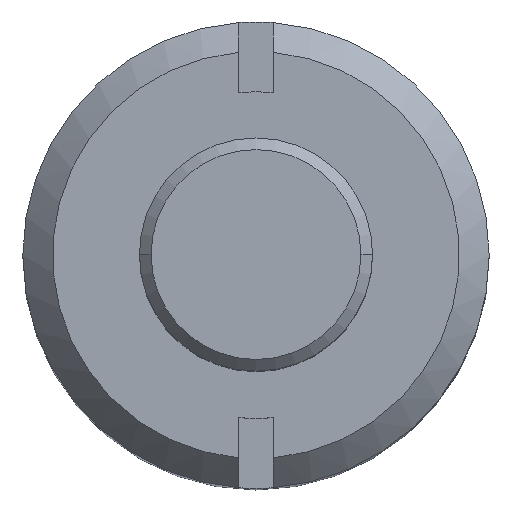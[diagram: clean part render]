
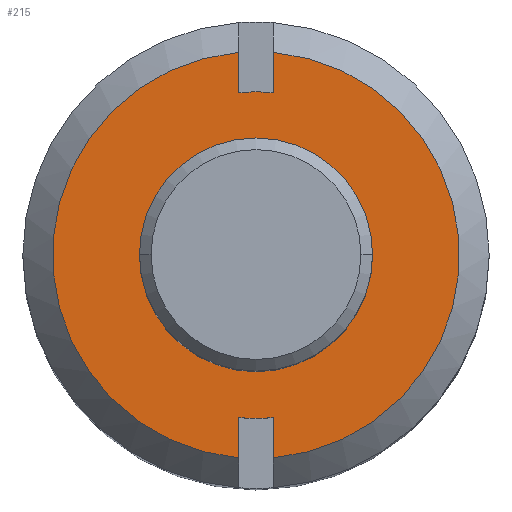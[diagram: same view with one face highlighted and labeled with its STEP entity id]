
A CAD part, top view. The second image highlights one B-rep face of the part: STEP entity #215.
In plain terms, the highlighted planar face has unit normal (0, 0, 1).
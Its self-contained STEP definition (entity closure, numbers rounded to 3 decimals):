
#215=ADVANCED_FACE('',(#568),#569,.T.);
#225=VERTEX_POINT('',#579);
#239=EDGE_CURVE('',#335,#313,#594,.T.);
#259=EDGE_CURVE('',#369,#477,#617,.T.);
#311=EDGE_CURVE('',#313,#515,#672,.T.);
#313=VERTEX_POINT('',#674);
#321=EDGE_CURVE('',#431,#335,#683,.T.);
#335=VERTEX_POINT('',#697);
#339=EDGE_CURVE('',#515,#225,#701,.T.);
#341=EDGE_CURVE('',#225,#499,#703,.T.);
#369=VERTEX_POINT('',#736);
#373=EDGE_CURVE('',#499,#369,#741,.T.);
#423=EDGE_CURVE('',#513,#431,#797,.T.);
#431=VERTEX_POINT('',#807);
#469=EDGE_CURVE('',#477,#523,#848,.T.);
#477=VERTEX_POINT('',#857);
#499=VERTEX_POINT('',#881);
#513=VERTEX_POINT('',#897);
#515=VERTEX_POINT('',#899);
#519=EDGE_CURVE('',#523,#513,#903,.T.);
#523=VERTEX_POINT('',#907);
#568=FACE_OUTER_BOUND('',#949,.T.);
#569=PLANE('',#950);
#579=CARTESIAN_POINT('',(0.,-5.6,0.));
#594=CIRCLE('',#982,6.98);
#617=CIRCLE('',#1008,6.98);
#672=LINE('',#1094,#1095);
#674=CARTESIAN_POINT('',(-0.6,-6.954,0.));
#683=LINE('',#1107,#1108);
#697=CARTESIAN_POINT('',(-0.6,6.954,0.));
#701=CIRCLE('',#1141,5.6);
#703=CIRCLE('',#1144,5.6);
#736=CARTESIAN_POINT('',(0.6,-6.954,0.));
#741=LINE('',#1199,#1200);
#797=CIRCLE('',#1276,5.6);
#807=CARTESIAN_POINT('',(-0.6,5.568,0.));
#848=LINE('',#1351,#1352);
#857=CARTESIAN_POINT('',(0.6,6.954,0.));
#881=CARTESIAN_POINT('',(0.6,-5.568,0.));
#897=CARTESIAN_POINT('',(0.,5.6,0.));
#899=CARTESIAN_POINT('',(-0.6,-5.568,0.));
#903=CIRCLE('',#1423,5.6);
#907=CARTESIAN_POINT('',(0.6,5.568,0.));
#949=EDGE_LOOP('',(#1482,#1483,#1484,#1485,#1486,#1487,#1488,#1489,#1490,#1491));
#950=AXIS2_PLACEMENT_3D('',#1492,#1493,#1494);
#982=AXIS2_PLACEMENT_3D('',#1520,#1521,#1522);
#1008=AXIS2_PLACEMENT_3D('',#1552,#1553,#1554);
#1094=CARTESIAN_POINT('',(-0.6,7.945,0.));
#1095=VECTOR('',#1605,1.0);
#1107=CARTESIAN_POINT('',(-0.6,7.945,0.));
#1108=VECTOR('',#1614,1.0);
#1141=AXIS2_PLACEMENT_3D('',#1627,#1628,#1629);
#1144=AXIS2_PLACEMENT_3D('',#1630,#1631,#1632);
#1199=CARTESIAN_POINT('',(0.6,-1.655,0.));
#1200=VECTOR('',#1687,1.0);
#1276=AXIS2_PLACEMENT_3D('',#1760,#1761,#1762);
#1351=CARTESIAN_POINT('',(0.6,-1.655,0.));
#1352=VECTOR('',#1819,1.0);
#1423=AXIS2_PLACEMENT_3D('',#1879,#1880,#1881);
#1482=ORIENTED_EDGE('',*,*,#373,.T.);
#1483=ORIENTED_EDGE('',*,*,#259,.T.);
#1484=ORIENTED_EDGE('',*,*,#469,.T.);
#1485=ORIENTED_EDGE('',*,*,#519,.T.);
#1486=ORIENTED_EDGE('',*,*,#423,.T.);
#1487=ORIENTED_EDGE('',*,*,#321,.T.);
#1488=ORIENTED_EDGE('',*,*,#239,.T.);
#1489=ORIENTED_EDGE('',*,*,#311,.T.);
#1490=ORIENTED_EDGE('',*,*,#339,.T.);
#1491=ORIENTED_EDGE('',*,*,#341,.T.);
#1492=CARTESIAN_POINT('',(0.,6.29,0.));
#1493=DIRECTION('',(0.0,-0.0,1.0));
#1494=DIRECTION('',(0.,1.0,0.0));
#1520=CARTESIAN_POINT('',(0.,0.,0.));
#1521=DIRECTION('',(0.0,-0.0,1.0));
#1522=DIRECTION('',(0.,1.0,0.0));
#1552=CARTESIAN_POINT('',(0.,0.,0.));
#1553=DIRECTION('',(0.0,-0.0,1.0));
#1554=DIRECTION('',(0.,1.0,0.0));
#1605=DIRECTION('',(0.,1.0,0.0));
#1614=DIRECTION('',(0.,1.0,0.0));
#1627=CARTESIAN_POINT('',(0.0,0.,0.));
#1628=DIRECTION('',(0.,0.0,1.0));
#1629=DIRECTION('',(0.0,-1.0,0.0));
#1630=CARTESIAN_POINT('',(0.0,0.,0.));
#1631=DIRECTION('',(0.,0.0,1.0));
#1632=DIRECTION('',(0.0,-1.0,0.0));
#1687=DIRECTION('',(0.,-1.0,0.0));
#1760=CARTESIAN_POINT('',(0.0,0.,0.));
#1761=DIRECTION('',(0.,0.0,1.0));
#1762=DIRECTION('',(0.0,-1.0,0.0));
#1819=DIRECTION('',(0.,-1.0,0.0));
#1879=CARTESIAN_POINT('',(0.0,0.,0.));
#1880=DIRECTION('',(0.,0.0,1.0));
#1881=DIRECTION('',(0.0,-1.0,0.0));
